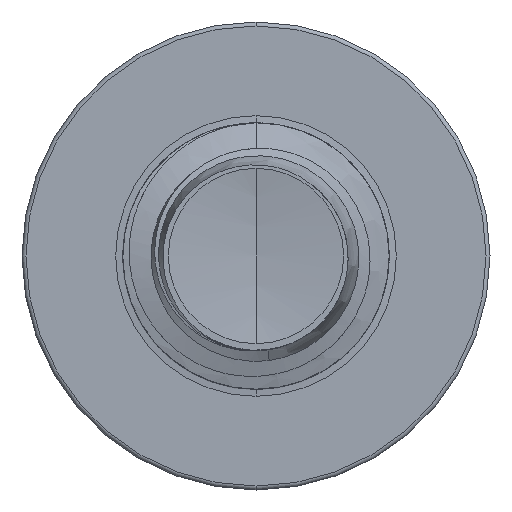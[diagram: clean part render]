
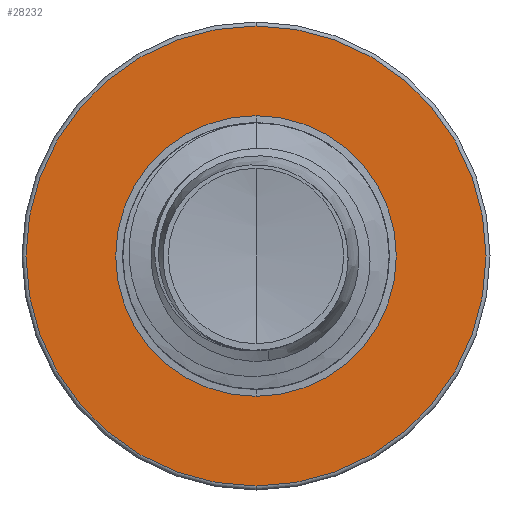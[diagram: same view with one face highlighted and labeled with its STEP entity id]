
A CAD part, front view. The second image highlights one B-rep face of the part: STEP entity #28232.
In plain terms, the highlighted planar face has unit normal (0, -1, 0).
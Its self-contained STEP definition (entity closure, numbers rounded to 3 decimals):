
#803 = AXIS2_PLACEMENT_3D ( 'NONE', #16720, #6009, #24759 ) ;
#2769 = CARTESIAN_POINT ( 'NONE',  ( 0., 20., 0. ) ) ;
#5542 = EDGE_LOOP ( 'NONE', ( #21756, #24071 ) ) ;
#5544 = DIRECTION ( 'NONE',  ( 0., 0., 1. ) ) ;
#5980 = DIRECTION ( 'NONE',  ( 0., 1., 0. ) ) ;
#6009 = DIRECTION ( 'NONE',  ( 0., 1., 0. ) ) ;
#7437 = AXIS2_PLACEMENT_3D ( 'NONE', #29430, #13566, #32032 ) ;
#8106 = AXIS2_PLACEMENT_3D ( 'NONE', #22067, #5980, #24731 ) ;
#8422 = AXIS2_PLACEMENT_3D ( 'NONE', #8499, #27145, #11200 ) ;
#8499 = CARTESIAN_POINT ( 'NONE',  ( 0., 20., 0. ) ) ;
#9145 = VERTEX_POINT ( 'NONE', #24691 ) ;
#11200 = DIRECTION ( 'NONE',  ( 0., 0., 1. ) ) ;
#11623 = AXIS2_PLACEMENT_3D ( 'NONE', #2769, #21645, #5544 ) ;
#13348 = VERTEX_POINT ( 'NONE', #24630 ) ;
#13566 = DIRECTION ( 'NONE',  ( 0., 1., 0. ) ) ;
#14887 = CIRCLE ( 'NONE', #8422, 6.045 ) ;
#16557 = FACE_OUTER_BOUND ( 'NONE', #5542, .T. ) ;
#16720 = CARTESIAN_POINT ( 'NONE',  ( 0., 20., -3.689 ) ) ;
#18240 = CIRCLE ( 'NONE', #11623, 6.045 ) ;
#20961 = EDGE_CURVE ( 'NONE', #25968, #13348, #29837, .T. ) ;
#21645 = DIRECTION ( 'NONE',  ( 0., 1., 0. ) ) ;
#21756 = ORIENTED_EDGE ( 'NONE', *, *, #24700, .F. ) ;
#22067 = CARTESIAN_POINT ( 'NONE',  ( 0., 20., 0. ) ) ;
#22821 = FACE_BOUND ( 'NONE', #33441, .T. ) ;
#24071 = ORIENTED_EDGE ( 'NONE', *, *, #27751, .F. ) ;
#24630 = CARTESIAN_POINT ( 'NONE',  ( 0., 20., 3.689 ) ) ;
#24691 = CARTESIAN_POINT ( 'NONE',  ( 0., 20., 6.045 ) ) ;
#24700 = EDGE_CURVE ( 'NONE', #9145, #29992, #14887, .T. ) ;
#24731 = DIRECTION ( 'NONE',  ( 0., 0., 1. ) ) ;
#24759 = DIRECTION ( 'NONE',  ( 0., 0., 1. ) ) ;
#25298 = CIRCLE ( 'NONE', #7437, 3.689 ) ;
#25968 = VERTEX_POINT ( 'NONE', #31773 ) ;
#26776 = ORIENTED_EDGE ( 'NONE', *, *, #27745, .T. ) ;
#27145 = DIRECTION ( 'NONE',  ( 0., 1., 0. ) ) ;
#27745 = EDGE_CURVE ( 'NONE', #13348, #25968, #25298, .T. ) ;
#27751 = EDGE_CURVE ( 'NONE', #29992, #9145, #18240, .T. ) ;
#28232 = ADVANCED_FACE ( 'NONE', ( #16557, #22821 ), #32245, .F. ) ;
#29430 = CARTESIAN_POINT ( 'NONE',  ( 0., 20., 0. ) ) ;
#29837 = CIRCLE ( 'NONE', #8106, 3.689 ) ;
#29992 = VERTEX_POINT ( 'NONE', #30057 ) ;
#30057 = CARTESIAN_POINT ( 'NONE',  ( 0., 20., -6.045 ) ) ;
#31508 = ORIENTED_EDGE ( 'NONE', *, *, #20961, .T. ) ;
#31773 = CARTESIAN_POINT ( 'NONE',  ( 0., 20., -3.689 ) ) ;
#32032 = DIRECTION ( 'NONE',  ( 0., 0., 1. ) ) ;
#32245 = PLANE ( 'NONE',  #803 ) ;
#33441 = EDGE_LOOP ( 'NONE', ( #26776, #31508 ) ) ;
